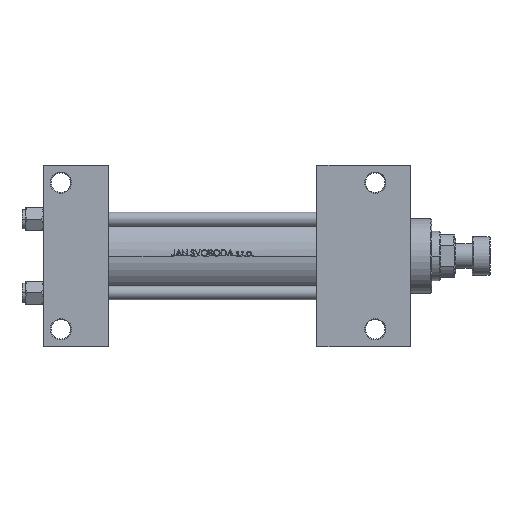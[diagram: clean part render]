
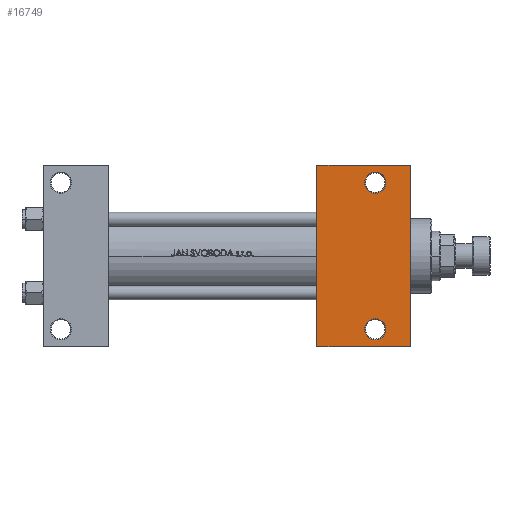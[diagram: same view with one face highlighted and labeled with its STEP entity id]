
A CAD part, front view. The second image highlights one B-rep face of the part: STEP entity #16749.
In plain terms, the highlighted face is planar.
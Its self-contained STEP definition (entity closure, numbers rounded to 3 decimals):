
#398 = EDGE_LOOP ( 'NONE', ( #31792, #41553, #39869, #48115 ) ) ;
#570 = PLANE ( 'NONE',  #5700 ) ;
#1183 = CARTESIAN_POINT ( 'NONE',  ( 208., 51.5, -30. ) ) ;
#1721 = DIRECTION ( 'NONE',  ( 0., 1., 0. ) ) ;
#2899 = VECTOR ( 'NONE', #8878, 1000. ) ;
#3657 = CIRCLE ( 'NONE', #10156, 6. ) ;
#5273 = DIRECTION ( 'NONE',  ( 0., 0., 1. ) ) ;
#5335 = CARTESIAN_POINT ( 'NONE',  ( 155., 30., -30. ) ) ;
#5700 = AXIS2_PLACEMENT_3D ( 'NONE', #23640, #39083, #12499 ) ;
#5778 = VERTEX_POINT ( 'NONE', #47424 ) ;
#6869 = CARTESIAN_POINT ( 'NONE',  ( 188., -41.5, -30. ) ) ;
#7238 = CARTESIAN_POINT ( 'NONE',  ( 155., -51.5, -30. ) ) ;
#7434 = AXIS2_PLACEMENT_3D ( 'NONE', #20641, #13293, #32282 ) ;
#7661 = EDGE_LOOP ( 'NONE', ( #9598, #16874 ) ) ;
#7886 = CIRCLE ( 'NONE', #44282, 6. ) ;
#8783 = VERTEX_POINT ( 'NONE', #13947 ) ;
#8878 = DIRECTION ( 'NONE',  ( 0., -1., 0. ) ) ;
#9598 = ORIENTED_EDGE ( 'NONE', *, *, #12263, .T. ) ;
#10156 = AXIS2_PLACEMENT_3D ( 'NONE', #6869, #10428, #14243 ) ;
#10428 = DIRECTION ( 'NONE',  ( 0., 0., 1. ) ) ;
#11263 = CARTESIAN_POINT ( 'NONE',  ( 182., 41.5, -30. ) ) ;
#11733 = ORIENTED_EDGE ( 'NONE', *, *, #31560, .T. ) ;
#12263 = EDGE_CURVE ( 'NONE', #15555, #38853, #22818, .T. ) ;
#12316 = CARTESIAN_POINT ( 'NONE',  ( 188., 41.5, -30. ) ) ;
#12499 = DIRECTION ( 'NONE',  ( 0., 1., 0. ) ) ;
#13293 = DIRECTION ( 'NONE',  ( 0., 0., 1. ) ) ;
#13330 = LINE ( 'NONE', #23745, #42217 ) ;
#13947 = CARTESIAN_POINT ( 'NONE',  ( 194., -41.5, -30. ) ) ;
#14243 = DIRECTION ( 'NONE',  ( 0., 1., 0. ) ) ;
#15555 = VERTEX_POINT ( 'NONE', #11263 ) ;
#16749 = ADVANCED_FACE ( 'NONE', ( #27431, #42874, #43135 ), #570, .T. ) ;
#16874 = ORIENTED_EDGE ( 'NONE', *, *, #39286, .T. ) ;
#16987 = LINE ( 'NONE', #5335, #2899 ) ;
#17067 = ORIENTED_EDGE ( 'NONE', *, *, #45376, .T. ) ;
#17423 = VERTEX_POINT ( 'NONE', #43106 ) ;
#19645 = EDGE_CURVE ( 'NONE', #41179, #17423, #13330, .T. ) ;
#20641 = CARTESIAN_POINT ( 'NONE',  ( 188., 41.5, -30. ) ) ;
#20832 = CARTESIAN_POINT ( 'NONE',  ( 194., 41.5, -30. ) ) ;
#20961 = VECTOR ( 'NONE', #37425, 1000. ) ;
#20972 = CARTESIAN_POINT ( 'NONE',  ( 188., -41.5, -30. ) ) ;
#21020 = AXIS2_PLACEMENT_3D ( 'NONE', #20972, #5273, #1721 ) ;
#21081 = VECTOR ( 'NONE', #26389, 1000. ) ;
#22818 = CIRCLE ( 'NONE', #7434, 6. ) ;
#23640 = CARTESIAN_POINT ( 'NONE',  ( 208., 30., -30. ) ) ;
#23745 = CARTESIAN_POINT ( 'NONE',  ( 208., 30., -30. ) ) ;
#26389 = DIRECTION ( 'NONE',  ( 1., 0., 0. ) ) ;
#27431 = FACE_BOUND ( 'NONE', #7661, .T. ) ;
#28012 = DIRECTION ( 'NONE',  ( 0., 0., 1. ) ) ;
#31560 = EDGE_CURVE ( 'NONE', #8783, #49049, #3657, .T. ) ;
#31792 = ORIENTED_EDGE ( 'NONE', *, *, #32567, .F. ) ;
#31807 = DIRECTION ( 'NONE',  ( 0., 1., 0. ) ) ;
#32282 = DIRECTION ( 'NONE',  ( 0., 1., 0. ) ) ;
#32567 = EDGE_CURVE ( 'NONE', #40200, #5778, #16987, .T. ) ;
#35535 = CARTESIAN_POINT ( 'NONE',  ( 182., -41.5, -30. ) ) ;
#37305 = LINE ( 'NONE', #45643, #21081 ) ;
#37425 = DIRECTION ( 'NONE',  ( -1., 0., 0. ) ) ;
#38853 = VERTEX_POINT ( 'NONE', #20832 ) ;
#39083 = DIRECTION ( 'NONE',  ( 0., 0., -1. ) ) ;
#39286 = EDGE_CURVE ( 'NONE', #38853, #15555, #7886, .T. ) ;
#39869 = ORIENTED_EDGE ( 'NONE', *, *, #19645, .T. ) ;
#40200 = VERTEX_POINT ( 'NONE', #47093 ) ;
#41179 = VERTEX_POINT ( 'NONE', #1183 ) ;
#41461 = LINE ( 'NONE', #7238, #20961 ) ;
#41553 = ORIENTED_EDGE ( 'NONE', *, *, #46737, .T. ) ;
#42217 = VECTOR ( 'NONE', #43726, 1000. ) ;
#42847 = CIRCLE ( 'NONE', #21020, 6. ) ;
#42874 = FACE_BOUND ( 'NONE', #48736, .T. ) ;
#43106 = CARTESIAN_POINT ( 'NONE',  ( 208., -51.5, -30. ) ) ;
#43135 = FACE_OUTER_BOUND ( 'NONE', #398, .T. ) ;
#43297 = EDGE_CURVE ( 'NONE', #17423, #5778, #41461, .T. ) ;
#43726 = DIRECTION ( 'NONE',  ( 0., -1., 0. ) ) ;
#44282 = AXIS2_PLACEMENT_3D ( 'NONE', #12316, #28012, #31807 ) ;
#45376 = EDGE_CURVE ( 'NONE', #49049, #8783, #42847, .T. ) ;
#45643 = CARTESIAN_POINT ( 'NONE',  ( 155., 51.5, -30. ) ) ;
#46737 = EDGE_CURVE ( 'NONE', #40200, #41179, #37305, .T. ) ;
#47093 = CARTESIAN_POINT ( 'NONE',  ( 155., 51.5, -30. ) ) ;
#47424 = CARTESIAN_POINT ( 'NONE',  ( 155., -51.5, -30. ) ) ;
#48115 = ORIENTED_EDGE ( 'NONE', *, *, #43297, .T. ) ;
#48736 = EDGE_LOOP ( 'NONE', ( #17067, #11733 ) ) ;
#49049 = VERTEX_POINT ( 'NONE', #35535 ) ;
